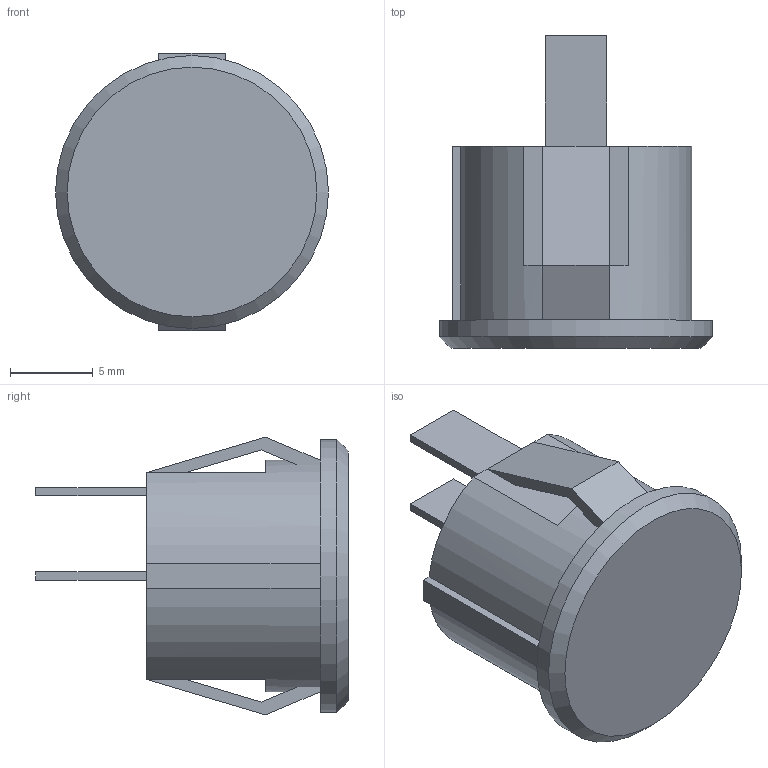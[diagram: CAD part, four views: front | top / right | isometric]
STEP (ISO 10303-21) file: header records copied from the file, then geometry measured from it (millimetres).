
FILE_DESCRIPTION(('FreeCAD Model'),'2;1');
FILE_NAME('Open CASCADE Shape Model','2021-04-27T14:35:46',('Marc Ketel' ),('https://github.com/atoomnetmarc'), 'Open CASCADE STEP processor 7.5','FreeCAD','Unknown');
FILE_SCHEMA(('AUTOMOTIVE_DESIGN { 1 0 10303 214 1 1 1 1 }'));
Length unit declared in the file: millimetre
Products named in the file (1): Rocker switch 14mm
Bounding box: 16.5 x 18.9 x 16.8 mm (x, y, z)
Volume: 2005.2 mm3; surface area: 1209.8 mm2
Topology: 1 solids, 1 shells, 39 faces, 109 edges, 71 vertices
Faces by surface type: plane 35, cylinder 3, cone 1
Full cylindrical faces by diameter (mm): 16.5 x1
Entity records: 2648 total; most frequent: CARTESIAN_POINT 496, DIRECTION 375, LINE 247, VECTOR 247, ORIENTED_EDGE 218, PCURVE 218, DEFINITIONAL_REPRESENTATION 218, EDGE_CURVE 109
